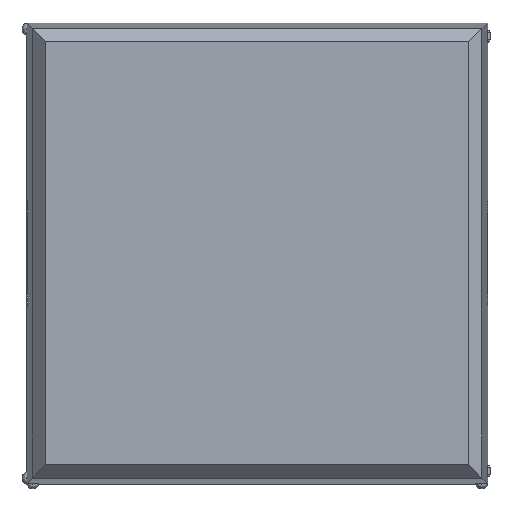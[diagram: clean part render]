
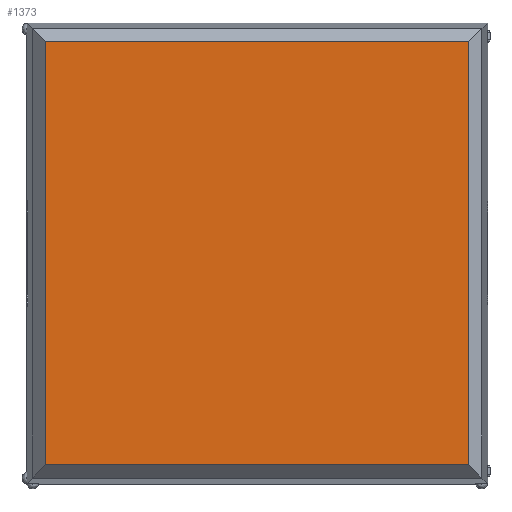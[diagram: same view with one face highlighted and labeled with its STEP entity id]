
A CAD part, top view. The second image highlights one B-rep face of the part: STEP entity #1373.
In plain terms, the highlighted planar face has unit normal (0, 0, 1).
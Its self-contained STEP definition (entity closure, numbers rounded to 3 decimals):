
#57=PLANE('',#1511);
#127=FACE_OUTER_BOUND('',#210,.T.);
#210=EDGE_LOOP('',(#1122,#1123,#1124,#1125));
#329=LINE('',#2356,#458);
#334=LINE('',#2364,#463);
#337=LINE('',#2375,#466);
#338=LINE('',#2377,#467);
#458=VECTOR('',#1781,10.);
#463=VECTOR('',#1788,10.);
#466=VECTOR('',#1799,10.);
#467=VECTOR('',#1802,10.);
#644=VERTEX_POINT('',#2353);
#645=VERTEX_POINT('',#2355);
#646=VERTEX_POINT('',#2360);
#647=VERTEX_POINT('',#2362);
#808=EDGE_CURVE('',#645,#644,#329,.T.);
#813=EDGE_CURVE('',#646,#647,#334,.T.);
#818=EDGE_CURVE('',#644,#646,#337,.T.);
#819=EDGE_CURVE('',#647,#645,#338,.T.);
#1122=ORIENTED_EDGE('',*,*,#808,.T.);
#1123=ORIENTED_EDGE('',*,*,#818,.T.);
#1124=ORIENTED_EDGE('',*,*,#813,.T.);
#1125=ORIENTED_EDGE('',*,*,#819,.T.);
#1373=ADVANCED_FACE('',(#127),#57,.T.);
#1511=AXIS2_PLACEMENT_3D('',#2378,#1803,#1804);
#1781=DIRECTION('',(0.,1.,0.));
#1788=DIRECTION('',(0.,-1.,0.));
#1799=DIRECTION('',(-1.,0.,0.));
#1802=DIRECTION('',(1.,0.,0.));
#1803=DIRECTION('center_axis',(0.,0.,
1.));
#1804=DIRECTION('ref_axis',(1.,0.,0.));
#2353=CARTESIAN_POINT('',(8.95,8.95,4.85));
#2355=CARTESIAN_POINT('',(8.95,-8.95,4.85));
#2356=CARTESIAN_POINT('',(8.95,0.,4.85));
#2360=CARTESIAN_POINT('',(-8.95,8.95,4.85));
#2362=CARTESIAN_POINT('',(-8.95,-8.95,4.85));
#2364=CARTESIAN_POINT('',(-8.95,0.,4.85));
#2375=CARTESIAN_POINT('',(0.,8.95,4.85));
#2377=CARTESIAN_POINT('',(0.,-8.95,4.85));
#2378=CARTESIAN_POINT('Origin',(0.,0.,4.85));
